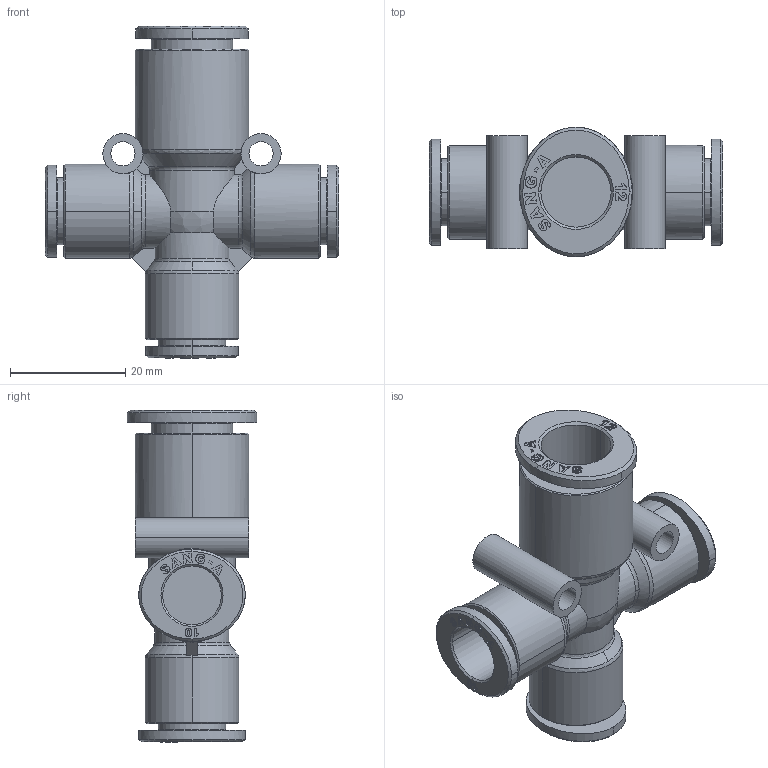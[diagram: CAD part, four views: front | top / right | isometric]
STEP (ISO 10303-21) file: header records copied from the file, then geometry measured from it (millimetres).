
FILE_DESCRIPTION (( 'STEP AP214' ), '1' );
FILE_NAME ('PZA31-12-10.stp', '2015-08-24T09:28:02', ( '' ), ( '' ), 'SwSTEP 2.0', 'SolidWorks 2015', '' );
FILE_SCHEMA (( 'AUTOMOTIVE_DESIGN' ));
Length unit declared in the file: millimetre
Products named in the file (2): PZA31-12-10; ｦ+ﾃｦ1
Assembly tree (1 placements, depth 2):
  PZA31-12-10
    ｦ+ﾃｦ1
Bounding box: 51 x 22.5 x 57.7 mm (x, y, z)
Volume: 13937.7 mm3; surface area: 10679.4 mm2
Topology: 1 solids, 1 shells, 1627 faces, 4691 edges, 3121 vertices
Faces by surface type: plane 1490, cylinder 46, bspline 45, cone 35, torus 11
Entity records: 56532 total; most frequent: CARTESIAN_POINT 13101, ORIENTED_EDGE 9382, DIRECTION 7864, EDGE_CURVE 4691, VECTOR 4364, LINE 4364, VERTEX_POINT 3121, AXIS2_PLACEMENT_3D 1750
